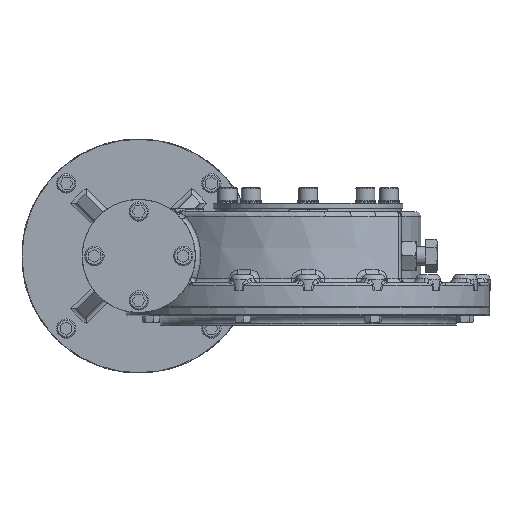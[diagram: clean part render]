
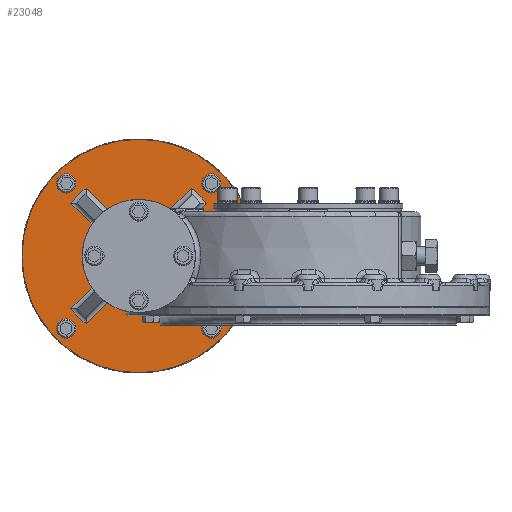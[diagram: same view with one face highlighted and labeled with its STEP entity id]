
A CAD part, left-side view. The second image highlights one B-rep face of the part: STEP entity #23048.
In plain terms, the highlighted planar face has unit normal (-1, 0, 0).
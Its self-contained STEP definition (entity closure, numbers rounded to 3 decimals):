
#2108=CIRCLE('',#25911,144.5);
#2152=CIRCLE('',#25969,106.213);
#2157=CIRCLE('',#25977,43.);
#2165=CIRCLE('',#25988,43.);
#2168=CIRCLE('',#25994,106.213);
#2172=CIRCLE('',#26001,106.213);
#2177=CIRCLE('',#26009,43.);
#2185=CIRCLE('',#26020,43.);
#2188=CIRCLE('',#26026,106.213);
#2202=CIRCLE('',#26069,8.25);
#2203=CIRCLE('',#26070,8.25);
#2204=CIRCLE('',#26071,8.25);
#2205=CIRCLE('',#26072,8.25);
#4835=ORIENTED_EDGE('',*,*,#10265,.F.);
#4836=ORIENTED_EDGE('',*,*,#10266,.F.);
#4837=ORIENTED_EDGE('',*,*,#10267,.F.);
#4838=ORIENTED_EDGE('',*,*,#10268,.F.);
#4839=ORIENTED_EDGE('',*,*,#10163,.T.);
#4840=ORIENTED_EDGE('',*,*,#10158,.T.);
#4841=ORIENTED_EDGE('',*,*,#10172,.T.);
#4842=ORIENTED_EDGE('',*,*,#10182,.T.);
#4843=ORIENTED_EDGE('',*,*,#10188,.T.);
#4844=ORIENTED_EDGE('',*,*,#10195,.T.);
#4845=ORIENTED_EDGE('',*,*,#10208,.T.);
#4846=ORIENTED_EDGE('',*,*,#10218,.T.);
#4847=ORIENTED_EDGE('',*,*,#10224,.T.);
#4848=ORIENTED_EDGE('',*,*,#10226,.T.);
#4849=ORIENTED_EDGE('',*,*,#10216,.T.);
#4850=ORIENTED_EDGE('',*,*,#10205,.T.);
#4851=ORIENTED_EDGE('',*,*,#10199,.T.);
#4852=ORIENTED_EDGE('',*,*,#10192,.T.);
#4853=ORIENTED_EDGE('',*,*,#10180,.T.);
#4854=ORIENTED_EDGE('',*,*,#10169,.T.);
#4855=ORIENTED_EDGE('',*,*,#10091,.T.);
#10091=EDGE_CURVE('',#13713,#13713,#2108,.T.);
#10158=EDGE_CURVE('',#13765,#13764,#16499,.F.);
#10163=EDGE_CURVE('',#13769,#13765,#2152,.F.);
#10169=EDGE_CURVE('',#13773,#13769,#16502,.T.);
#10172=EDGE_CURVE('',#13764,#13775,#2157,.F.);
#10180=EDGE_CURVE('',#13778,#13773,#2165,.F.);
#10182=EDGE_CURVE('',#13775,#13781,#16503,.T.);
#10188=EDGE_CURVE('',#13781,#13785,#2168,.F.);
#10192=EDGE_CURVE('',#13788,#13778,#16506,.F.);
#10195=EDGE_CURVE('',#13785,#13790,#16507,.F.);
#10199=EDGE_CURVE('',#13793,#13788,#2172,.F.);
#10205=EDGE_CURVE('',#13797,#13793,#16510,.T.);
#10208=EDGE_CURVE('',#13790,#13799,#2177,.F.);
#10216=EDGE_CURVE('',#13802,#13797,#2185,.F.);
#10218=EDGE_CURVE('',#13799,#13805,#16511,.T.);
#10224=EDGE_CURVE('',#13805,#13809,#2188,.F.);
#10226=EDGE_CURVE('',#13809,#13802,#16513,.F.);
#10265=EDGE_CURVE('',#13815,#13815,#2202,.T.);
#10266=EDGE_CURVE('',#13816,#13816,#2203,.T.);
#10267=EDGE_CURVE('',#13817,#13817,#2204,.T.);
#10268=EDGE_CURVE('',#13818,#13818,#2205,.T.);
#13713=VERTEX_POINT('',#39696);
#13764=VERTEX_POINT('',#40410);
#13765=VERTEX_POINT('',#40412);
#13769=VERTEX_POINT('',#40483);
#13773=VERTEX_POINT('',#40556);
#13775=VERTEX_POINT('',#40561);
#13778=VERTEX_POINT('',#40574);
#13781=VERTEX_POINT('',#40627);
#13785=VERTEX_POINT('',#40700);
#13788=VERTEX_POINT('',#40724);
#13790=VERTEX_POINT('',#40775);
#13793=VERTEX_POINT('',#40799);
#13797=VERTEX_POINT('',#40872);
#13799=VERTEX_POINT('',#40877);
#13802=VERTEX_POINT('',#40890);
#13805=VERTEX_POINT('',#40943);
#13809=VERTEX_POINT('',#41016);
#13815=VERTEX_POINT('',#41172);
#13816=VERTEX_POINT('',#41174);
#13817=VERTEX_POINT('',#41176);
#13818=VERTEX_POINT('',#41178);
#16499=LINE('',#40411,#18096);
#16502=LINE('',#40555,#18099);
#16503=LINE('',#40628,#18100);
#16506=LINE('',#40723,#18103);
#16507=LINE('',#40776,#18104);
#16510=LINE('',#40871,#18107);
#16511=LINE('',#40944,#18108);
#16513=LINE('',#41020,#18110);
#18096=VECTOR('',#29170,1000.);
#18099=VECTOR('',#29187,1000.);
#18100=VECTOR('',#29220,1000.);
#18103=VECTOR('',#29237,1000.);
#18104=VECTOR('',#29242,1000.);
#18107=VECTOR('',#29259,1000.);
#18108=VECTOR('',#29292,1000.);
#18110=VECTOR('',#29308,1000.);
#19749=EDGE_LOOP('',(#4835));
#19750=EDGE_LOOP('',(#4836));
#19751=EDGE_LOOP('',(#4837));
#19752=EDGE_LOOP('',(#4838));
#19753=EDGE_LOOP('',(#4839,#4840,#4841,#4842,#4843,#4844,#4845,#4846,#4847,
#4848,#4849,#4850,#4851,#4852,#4853,#4854));
#19754=EDGE_LOOP('',(#4855));
#21201=FACE_BOUND('',#19749,.T.);
#21202=FACE_BOUND('',#19750,.T.);
#21203=FACE_BOUND('',#19751,.T.);
#21204=FACE_BOUND('',#19752,.T.);
#21205=FACE_BOUND('',#19753,.T.);
#21206=FACE_BOUND('',#19754,.T.);
#22351=PLANE('',#26068);
#23048=ADVANCED_FACE('',(#21201,#21202,#21203,#21204,#21205,#21206),#22351,
 .T.);
#25911=AXIS2_PLACEMENT_3D('',#39695,#29042,#29043);
#25969=AXIS2_PLACEMENT_3D('',#40482,#29176,#29177);
#25977=AXIS2_PLACEMENT_3D('',#40562,#29194,#29195);
#25988=AXIS2_PLACEMENT_3D('',#40577,#29216,#29217);
#25994=AXIS2_PLACEMENT_3D('',#40701,#29230,#29231);
#26001=AXIS2_PLACEMENT_3D('',#40798,#29248,#29249);
#26009=AXIS2_PLACEMENT_3D('',#40878,#29266,#29267);
#26020=AXIS2_PLACEMENT_3D('',#40893,#29288,#29289);
#26026=AXIS2_PLACEMENT_3D('',#41017,#29302,#29303);
#26068=AXIS2_PLACEMENT_3D('',#41170,#29404,#29405);
#26069=AXIS2_PLACEMENT_3D('',#41171,#29406,#29407);
#26070=AXIS2_PLACEMENT_3D('',#41173,#29408,#29409);
#26071=AXIS2_PLACEMENT_3D('',#41175,#29410,#29411);
#26072=AXIS2_PLACEMENT_3D('',#41177,#29412,#29413);
#29042=DIRECTION('',(-1.,0.,0.));
#29043=DIRECTION('',(0.,0.,1.));
#29170=DIRECTION('',(0.,-0.707,-0.707));
#29176=DIRECTION('',(-1.,0.,0.));
#29177=DIRECTION('',(0.,0.,1.));
#29187=DIRECTION('',(0.,-0.707,-0.707));
#29194=DIRECTION('',(-1.,0.,0.));
#29195=DIRECTION('',(0.,0.,1.));
#29216=DIRECTION('',(-1.,0.,0.));
#29217=DIRECTION('',(0.,0.,1.));
#29220=DIRECTION('',(0.,0.707,-0.707));
#29230=DIRECTION('',(-1.,0.,0.));
#29231=DIRECTION('',(0.,0.,1.));
#29237=DIRECTION('',(0.,-0.707,0.707));
#29242=DIRECTION('',(0.,0.707,-0.707));
#29248=DIRECTION('',(-1.,0.,0.));
#29249=DIRECTION('',(0.,0.,1.));
#29259=DIRECTION('',(0.,-0.707,0.707));
#29266=DIRECTION('',(-1.,0.,0.));
#29267=DIRECTION('',(0.,0.,1.));
#29288=DIRECTION('',(-1.,0.,0.));
#29289=DIRECTION('',(0.,0.,1.));
#29292=DIRECTION('',(0.,0.707,0.707));
#29302=DIRECTION('',(-1.,0.,0.));
#29303=DIRECTION('',(0.,0.,1.));
#29308=DIRECTION('',(0.,0.707,0.707));
#29404=DIRECTION('',(-1.,0.,0.));
#29405=DIRECTION('',(0.,0.,1.));
#29406=DIRECTION('',(-1.,0.,0.));
#29407=DIRECTION('',(0.,1.,0.));
#29408=DIRECTION('',(-1.,0.,0.));
#29409=DIRECTION('',(0.,0.,-1.));
#29410=DIRECTION('',(-1.,0.,0.));
#29411=DIRECTION('',(0.,-1.,0.));
#29412=DIRECTION('',(-1.,0.,0.));
#29413=DIRECTION('',(0.,0.,1.));
#39695=CARTESIAN_POINT('',(250.19,209.55,0.));
#39696=CARTESIAN_POINT('',(250.19,209.55,144.5));
#40410=CARTESIAN_POINT('',(250.19,190.228,-38.414));
#40411=CARTESIAN_POINT('',(250.19,200.596,-28.046));
#40412=CARTESIAN_POINT('',(250.19,144.601,-84.041));
#40482=CARTESIAN_POINT('',(250.19,209.55,0.));
#40483=CARTESIAN_POINT('',(250.19,125.509,-64.949));
#40555=CARTESIAN_POINT('',(250.19,127.72,-62.738));
#40556=CARTESIAN_POINT('',(250.19,171.136,-19.322));
#40561=CARTESIAN_POINT('',(250.19,228.872,-38.414));
#40562=CARTESIAN_POINT('',(250.19,209.55,0.));
#40574=CARTESIAN_POINT('',(250.19,171.136,19.322));
#40577=CARTESIAN_POINT('',(250.19,209.55,0.));
#40627=CARTESIAN_POINT('',(250.19,274.499,-84.041));
#40628=CARTESIAN_POINT('',(250.19,272.288,-81.83));
#40700=CARTESIAN_POINT('',(250.19,293.591,-64.949));
#40701=CARTESIAN_POINT('',(250.19,209.55,0.));
#40723=CARTESIAN_POINT('',(250.19,218.504,-28.046));
#40724=CARTESIAN_POINT('',(250.19,125.509,64.949));
#40775=CARTESIAN_POINT('',(250.19,247.964,-19.322));
#40776=CARTESIAN_POINT('',(250.19,237.596,-8.954));
#40798=CARTESIAN_POINT('',(250.19,209.55,0.));
#40799=CARTESIAN_POINT('',(250.19,144.601,84.041));
#40871=CARTESIAN_POINT('',(250.19,146.812,81.83));
#40872=CARTESIAN_POINT('',(250.19,190.228,38.414));
#40877=CARTESIAN_POINT('',(250.19,247.964,19.322));
#40878=CARTESIAN_POINT('',(250.19,209.55,0.));
#40890=CARTESIAN_POINT('',(250.19,228.872,38.414));
#40893=CARTESIAN_POINT('',(250.19,209.55,0.));
#40943=CARTESIAN_POINT('',(250.19,293.591,64.949));
#40944=CARTESIAN_POINT('',(250.19,291.38,62.738));
#41016=CARTESIAN_POINT('',(250.19,274.499,84.041));
#41017=CARTESIAN_POINT('',(250.19,209.55,0.));
#41020=CARTESIAN_POINT('',(250.19,181.504,-8.954));
#41170=CARTESIAN_POINT('',(250.19,209.55,-37.));
#41171=CARTESIAN_POINT('',(250.19,119.747,89.803));
#41172=CARTESIAN_POINT('',(250.19,127.997,89.803));
#41173=CARTESIAN_POINT('',(250.19,299.353,89.803));
#41174=CARTESIAN_POINT('',(250.19,299.353,81.553));
#41175=CARTESIAN_POINT('',(250.19,299.353,-89.803));
#41176=CARTESIAN_POINT('',(250.19,291.103,-89.803));
#41177=CARTESIAN_POINT('',(250.19,119.747,-89.803));
#41178=CARTESIAN_POINT('',(250.19,119.747,-81.553));
